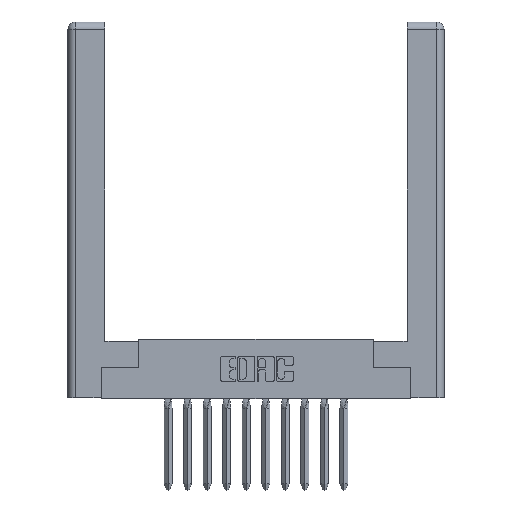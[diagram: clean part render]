
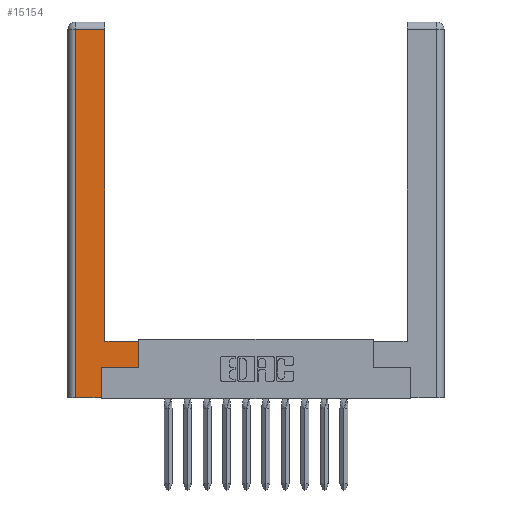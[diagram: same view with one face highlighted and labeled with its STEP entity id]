
A CAD part, top view. The second image highlights one B-rep face of the part: STEP entity #15154.
In plain terms, the highlighted planar face has unit normal (0, 0, 1).
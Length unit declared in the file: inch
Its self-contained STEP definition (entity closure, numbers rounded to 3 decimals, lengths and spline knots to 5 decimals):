
#117 = VECTOR ( 'NONE', #12176, 39.37008 ) ;
#355 = DIRECTION ( 'NONE',  ( -1., 0., 0. ) ) ;
#887 = EDGE_CURVE ( 'NONE', #19013, #4128, #2996, .T. ) ;
#1543 = VERTEX_POINT ( 'NONE', #5601 ) ;
#1837 = EDGE_CURVE ( 'NONE', #22053, #22085, #11583, .T. ) ;
#2195 = CARTESIAN_POINT ( 'NONE',  ( 0.265, 0.245, 0. ) ) ;
#2245 = LINE ( 'NONE', #7559, #8382 ) ;
#2996 = LINE ( 'NONE', #8166, #10708 ) ;
#4039 = VERTEX_POINT ( 'NONE', #10391 ) ;
#4128 = VERTEX_POINT ( 'NONE', #8477 ) ;
#4189 = ORIENTED_EDGE ( 'NONE', *, *, #14551, .T. ) ;
#4210 = DIRECTION ( 'NONE',  ( 1., 0., 0. ) ) ;
#4272 = DIRECTION ( 'NONE',  ( 0., 0., -1. ) ) ;
#4963 = CARTESIAN_POINT ( 'NONE',  ( 0.295, 3., 0. ) ) ;
#5155 = DIRECTION ( 'NONE',  ( 0., 1., 0. ) ) ;
#5601 = CARTESIAN_POINT ( 'NONE',  ( 0.295, 0.45, 0. ) ) ;
#5616 = EDGE_CURVE ( 'NONE', #4039, #1543, #11116, .T. ) ;
#5687 = CARTESIAN_POINT ( 'NONE',  ( 0.295, 0.45, 0. ) ) ;
#5769 = DIRECTION ( 'NONE',  ( -1., 0., 0. ) ) ;
#6326 = VECTOR ( 'NONE', #5155, 39.37008 ) ;
#6338 = ORIENTED_EDGE ( 'NONE', *, *, #23913, .T. ) ;
#6770 = EDGE_LOOP ( 'NONE', ( #9830, #17270, #21148, #4189, #6338, #11032, #20474, #23572 ) ) ;
#6947 = CARTESIAN_POINT ( 'NONE',  ( 0.0615, 2.94, 0. ) ) ;
#7417 = EDGE_CURVE ( 'NONE', #1543, #22053, #21937, .T. ) ;
#7559 = CARTESIAN_POINT ( 'NONE',  ( 0.0615, 0., 0. ) ) ;
#7854 = LINE ( 'NONE', #8770, #6326 ) ;
#7979 = PLANE ( 'NONE',  #13287 ) ;
#8166 = CARTESIAN_POINT ( 'NONE',  ( 0.565, 0.245, 0. ) ) ;
#8382 = VECTOR ( 'NONE', #21232, 39.37008 ) ;
#8453 = CARTESIAN_POINT ( 'NONE',  ( 0.265, 0., 0. ) ) ;
#8477 = CARTESIAN_POINT ( 'NONE',  ( 0.565, 0.245, 0. ) ) ;
#8770 = CARTESIAN_POINT ( 'NONE',  ( 0.565, 0.45, 0. ) ) ;
#9830 = ORIENTED_EDGE ( 'NONE', *, *, #7417, .T. ) ;
#10045 = VECTOR ( 'NONE', #10100, 39.37008 ) ;
#10100 = DIRECTION ( 'NONE',  ( 1., 0., 0. ) ) ;
#10391 = CARTESIAN_POINT ( 'NONE',  ( 0.565, 0.45, 0. ) ) ;
#10708 = VECTOR ( 'NONE', #4210, 39.37008 ) ;
#11032 = ORIENTED_EDGE ( 'NONE', *, *, #887, .T. ) ;
#11116 = LINE ( 'NONE', #5687, #20749 ) ;
#11583 = LINE ( 'NONE', #19435, #23350 ) ;
#11811 = CARTESIAN_POINT ( 'NONE',  ( 0., 0., 0. ) ) ;
#12176 = DIRECTION ( 'NONE',  ( 0., 1., 0. ) ) ;
#13287 = AXIS2_PLACEMENT_3D ( 'NONE', #11811, #4272, #355 ) ;
#13974 = LINE ( 'NONE', #2195, #117 ) ;
#14551 = EDGE_CURVE ( 'NONE', #22255, #19101, #21534, .T. ) ;
#15154 = ADVANCED_FACE ( 'NONE', ( #18739 ), #7979, .F. ) ;
#17270 = ORIENTED_EDGE ( 'NONE', *, *, #1837, .T. ) ;
#17425 = DIRECTION ( 'NONE',  ( -1., 0., 0. ) ) ;
#18077 = CARTESIAN_POINT ( 'NONE',  ( 0.265, 0.245, 0. ) ) ;
#18570 = VECTOR ( 'NONE', #20789, 39.37008 ) ;
#18739 = FACE_OUTER_BOUND ( 'NONE', #6770, .T. ) ;
#19013 = VERTEX_POINT ( 'NONE', #18077 ) ;
#19101 = VERTEX_POINT ( 'NONE', #24345 ) ;
#19435 = CARTESIAN_POINT ( 'NONE',  ( 0.0615, 2.94, 0. ) ) ;
#20082 = CARTESIAN_POINT ( 'NONE',  ( 0.0615, 0., 0. ) ) ;
#20474 = ORIENTED_EDGE ( 'NONE', *, *, #22509, .T. ) ;
#20749 = VECTOR ( 'NONE', #5769, 39.37008 ) ;
#20789 = DIRECTION ( 'NONE',  ( 0., 1., 0. ) ) ;
#21148 = ORIENTED_EDGE ( 'NONE', *, *, #24274, .T. ) ;
#21232 = DIRECTION ( 'NONE',  ( 0., -1., 0. ) ) ;
#21534 = LINE ( 'NONE', #8453, #10045 ) ;
#21937 = LINE ( 'NONE', #4963, #18570 ) ;
#22053 = VERTEX_POINT ( 'NONE', #24981 ) ;
#22085 = VERTEX_POINT ( 'NONE', #6947 ) ;
#22255 = VERTEX_POINT ( 'NONE', #20082 ) ;
#22509 = EDGE_CURVE ( 'NONE', #4128, #4039, #7854, .T. ) ;
#23350 = VECTOR ( 'NONE', #17425, 39.37008 ) ;
#23572 = ORIENTED_EDGE ( 'NONE', *, *, #5616, .T. ) ;
#23913 = EDGE_CURVE ( 'NONE', #19101, #19013, #13974, .T. ) ;
#24274 = EDGE_CURVE ( 'NONE', #22085, #22255, #2245, .T. ) ;
#24345 = CARTESIAN_POINT ( 'NONE',  ( 0.265, 0., 0. ) ) ;
#24981 = CARTESIAN_POINT ( 'NONE',  ( 0.295, 2.94, 0. ) ) ;
